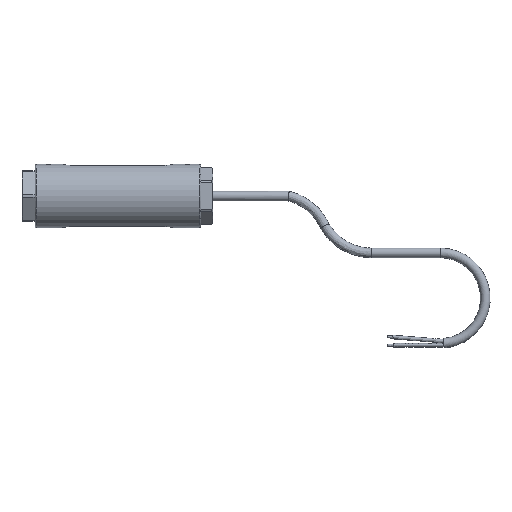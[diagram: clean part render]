
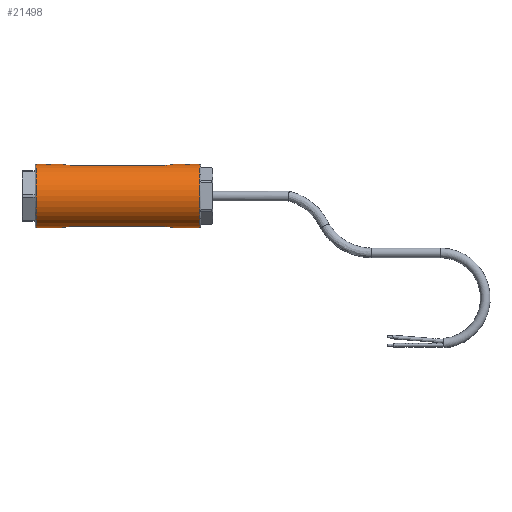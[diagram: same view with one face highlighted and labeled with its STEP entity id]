
A CAD part, top view. The second image highlights one B-rep face of the part: STEP entity #21498.
In plain terms, the highlighted cylindrical face has radius 17 mm (diameter 34 mm), a partial arc.
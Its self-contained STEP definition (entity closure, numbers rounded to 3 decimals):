
#684=B_SPLINE_CURVE_WITH_KNOTS('',3,(#31194,#31195,#31196,#31197,#31198,
#31199,#31200,#31201,#31202,#31203,#31204),.UNSPECIFIED.,.T.,.F.,(1,1,1,
1,1,1,1,1,1,1,1,1,1,1,1),(-0.007,-0.005,-0.002,
0.,0.002,0.005,0.007,
0.009,0.012,0.014,0.016,
0.019,0.021,0.023,0.026),
 .UNSPECIFIED.);
#705=B_SPLINE_CURVE_WITH_KNOTS('',3,(#32874,#32875,#32876,#32877,#32878,
#32879,#32880,#32881,#32882,#32883,#32884),.UNSPECIFIED.,.T.,.F.,(1,1,1,
1,1,1,1,1,1,1,1,1,1,1,1),(-0.007,-0.005,-0.002,
0.,0.002,0.005,0.007,
0.009,0.012,0.014,0.016,
0.019,0.021,0.023,0.026),
 .UNSPECIFIED.);
#1011=B_SPLINE_CURVE_WITH_KNOTS('',3,(#35944,#35945,#35946,#35947,#35948,
#35949,#35950,#35951,#35952),.UNSPECIFIED.,.F.,.F.,(4,1,1,1,1,1,4),(0.,
0.004,0.006,0.008,0.01,
0.012,0.016),.UNSPECIFIED.);
#1012=B_SPLINE_CURVE_WITH_KNOTS('',3,(#35957,#35958,#35959,#35960,#35961,
#35962,#35963,#35964,#35965),.UNSPECIFIED.,.F.,.F.,(4,1,1,1,1,1,4),(0.,
0.004,0.006,0.008,0.01,
0.012,0.016),.UNSPECIFIED.);
#1013=B_SPLINE_CURVE_WITH_KNOTS('',3,(#35979,#35980,#35981,#35982,#35983,
#35984,#35985,#35986,#35987),.UNSPECIFIED.,.F.,.F.,(4,1,1,1,1,1,4),(0.,
0.004,0.006,0.008,0.01,
0.012,0.016),.UNSPECIFIED.);
#1014=B_SPLINE_CURVE_WITH_KNOTS('',3,(#35991,#35992,#35993,#35994,#35995,
#35996,#35997,#35998,#35999),.UNSPECIFIED.,.F.,.F.,(4,1,1,1,1,1,4),(0.,
0.004,0.006,0.008,0.01,
0.012,0.016),.UNSPECIFIED.);
#2753=CIRCLE('',#23130,17.);
#2754=CIRCLE('',#23131,17.);
#5516=ORIENTED_EDGE('',*,*,#9570,.F.);
#5517=ORIENTED_EDGE('',*,*,#10335,.F.);
#5518=ORIENTED_EDGE('',*,*,#10764,.F.);
#5519=ORIENTED_EDGE('',*,*,#10765,.F.);
#5520=ORIENTED_EDGE('',*,*,#10766,.F.);
#5521=ORIENTED_EDGE('',*,*,#10767,.F.);
#5522=ORIENTED_EDGE('',*,*,#10768,.T.);
#5523=ORIENTED_EDGE('',*,*,#10769,.T.);
#5524=ORIENTED_EDGE('',*,*,#10770,.F.);
#5525=ORIENTED_EDGE('',*,*,#10771,.T.);
#5526=ORIENTED_EDGE('',*,*,#10772,.T.);
#5527=ORIENTED_EDGE('',*,*,#10773,.T.);
#5528=ORIENTED_EDGE('',*,*,#10774,.T.);
#5529=ORIENTED_EDGE('',*,*,#10775,.T.);
#9570=EDGE_CURVE('',#12607,#12607,#684,.T.);
#10335=EDGE_CURVE('',#13122,#13122,#705,.T.);
#10764=EDGE_CURVE('',#13529,#13530,#1011,.T.);
#10765=EDGE_CURVE('',#13531,#13529,#15077,.F.);
#10766=EDGE_CURVE('',#13532,#13531,#1012,.T.);
#10767=EDGE_CURVE('',#13530,#13532,#15078,.T.);
#10768=EDGE_CURVE('',#13533,#13534,#15079,.T.);
#10769=EDGE_CURVE('',#13534,#13535,#2753,.F.);
#10770=EDGE_CURVE('',#13536,#13535,#15080,.T.);
#10771=EDGE_CURVE('',#13536,#13533,#2754,.T.);
#10772=EDGE_CURVE('',#13537,#13538,#15081,.F.);
#10773=EDGE_CURVE('',#13538,#13539,#1013,.T.);
#10774=EDGE_CURVE('',#13539,#13540,#15082,.T.);
#10775=EDGE_CURVE('',#13540,#13537,#1014,.T.);
#12607=VERTEX_POINT('',#31205);
#13122=VERTEX_POINT('',#32885);
#13529=VERTEX_POINT('',#35953);
#13530=VERTEX_POINT('',#35954);
#13531=VERTEX_POINT('',#35956);
#13532=VERTEX_POINT('',#35966);
#13533=VERTEX_POINT('',#35969);
#13534=VERTEX_POINT('',#35970);
#13535=VERTEX_POINT('',#35972);
#13536=VERTEX_POINT('',#35974);
#13537=VERTEX_POINT('',#35977);
#13538=VERTEX_POINT('',#35978);
#13539=VERTEX_POINT('',#35988);
#13540=VERTEX_POINT('',#35990);
#15077=LINE('',#35955,#16562);
#15078=LINE('',#35967,#16563);
#15079=LINE('',#35968,#16564);
#15080=LINE('',#35973,#16565);
#15081=LINE('',#35976,#16566);
#15082=LINE('',#35989,#16567);
#16562=VECTOR('',#26118,1000.);
#16563=VECTOR('',#26119,1000.);
#16564=VECTOR('',#26120,1000.);
#16565=VECTOR('',#26123,1000.);
#16566=VECTOR('',#26126,1000.);
#16567=VECTOR('',#26127,1000.);
#17862=EDGE_LOOP('',(#5516));
#17863=EDGE_LOOP('',(#5517));
#17864=EDGE_LOOP('',(#5518,#5519,#5520,#5521));
#17865=EDGE_LOOP('',(#5522,#5523,#5524,#5525));
#17866=EDGE_LOOP('',(#5526,#5527,#5528,#5529));
#19422=FACE_BOUND('',#17862,.T.);
#19423=FACE_BOUND('',#17863,.T.);
#19424=FACE_BOUND('',#17864,.T.);
#19425=FACE_BOUND('',#17865,.T.);
#19426=FACE_BOUND('',#17866,.T.);
#20506=CYLINDRICAL_SURFACE('',#23129,17.);
#21498=ADVANCED_FACE('',(#19422,#19423,#19424,#19425,#19426),#20506,.T.);
#23129=AXIS2_PLACEMENT_3D('',#35943,#26116,#26117);
#23130=AXIS2_PLACEMENT_3D('',#35971,#26121,#26122);
#23131=AXIS2_PLACEMENT_3D('',#35975,#26124,#26125);
#26116=DIRECTION('',(0.,-1.,0.));
#26117=DIRECTION('',(0.,0.,-1.));
#26118=DIRECTION('',(0.,-1.,0.));
#26119=DIRECTION('',(0.,-1.,0.));
#26120=DIRECTION('',(0.,-1.,0.));
#26121=DIRECTION('',(0.,-1.,0.));
#26122=DIRECTION('',(0.,0.,-1.));
#26123=DIRECTION('',(0.,-1.,0.));
#26124=DIRECTION('',(0.,-1.,0.));
#26125=DIRECTION('',(0.,0.,-1.));
#26126=DIRECTION('',(0.,-1.,0.));
#26127=DIRECTION('',(0.,-1.,0.));
#31194=CARTESIAN_POINT('',(-16.868,83.353,-2.349));
#31195=CARTESIAN_POINT('',(-16.666,80.999,-3.325));
#31196=CARTESIAN_POINT('',(-16.868,78.649,-2.35));
#31197=CARTESIAN_POINT('',(-17.066,77.676,-0.003));
#31198=CARTESIAN_POINT('',(-16.868,78.649,2.351));
#31199=CARTESIAN_POINT('',(-16.666,80.999,3.324));
#31200=CARTESIAN_POINT('',(-16.867,83.348,2.353));
#31201=CARTESIAN_POINT('',(-17.066,84.325,0.002));
#31202=CARTESIAN_POINT('',(-16.868,83.353,-2.349));
#31203=CARTESIAN_POINT('',(-16.666,80.999,-3.325));
#31204=CARTESIAN_POINT('',(-16.868,78.649,-2.35));
#31205=CARTESIAN_POINT('',(-16.733,81.,-3.));
#32874=CARTESIAN_POINT('',(-16.867,9.349,2.353));
#32875=CARTESIAN_POINT('',(-17.066,10.325,-0.001));
#32876=CARTESIAN_POINT('',(-16.868,9.349,-2.351));
#32877=CARTESIAN_POINT('',(-16.666,7.003,-3.324));
#32878=CARTESIAN_POINT('',(-16.868,4.649,-2.352));
#32879=CARTESIAN_POINT('',(-17.066,3.676,-0.001));
#32880=CARTESIAN_POINT('',(-16.868,4.647,2.348));
#32881=CARTESIAN_POINT('',(-16.666,6.998,3.325));
#32882=CARTESIAN_POINT('',(-16.867,9.349,2.353));
#32883=CARTESIAN_POINT('',(-17.066,10.325,-0.001));
#32884=CARTESIAN_POINT('',(-16.868,9.349,-2.351));
#32885=CARTESIAN_POINT('',(-17.,10.,0.));
#35943=CARTESIAN_POINT('',(0.,88.,0.));
#35944=CARTESIAN_POINT('',(-16.248,69.,5.));
#35945=CARTESIAN_POINT('',(-16.248,70.329,5.));
#35946=CARTESIAN_POINT('',(-16.529,72.257,4.18));
#35947=CARTESIAN_POINT('',(-16.92,73.734,1.975));
#35948=CARTESIAN_POINT('',(-17.04,74.132,0.006));
#35949=CARTESIAN_POINT('',(-16.921,73.738,-1.968));
#35950=CARTESIAN_POINT('',(-16.529,72.258,-4.181));
#35951=CARTESIAN_POINT('',(-16.248,70.329,-5.));
#35952=CARTESIAN_POINT('',(-16.248,69.,-5.));
#35953=CARTESIAN_POINT('',(-16.248,69.,5.));
#35954=CARTESIAN_POINT('',(-16.248,69.,-5.));
#35955=CARTESIAN_POINT('',(-16.248,88.,5.));
#35956=CARTESIAN_POINT('',(-16.248,19.,5.));
#35957=CARTESIAN_POINT('',(-16.248,19.,-5.));
#35958=CARTESIAN_POINT('',(-16.248,17.671,-5.));
#35959=CARTESIAN_POINT('',(-16.529,15.743,-4.18));
#35960=CARTESIAN_POINT('',(-16.92,14.266,-1.975));
#35961=CARTESIAN_POINT('',(-17.04,13.868,-0.006));
#35962=CARTESIAN_POINT('',(-16.921,14.262,1.968));
#35963=CARTESIAN_POINT('',(-16.529,15.742,4.181));
#35964=CARTESIAN_POINT('',(-16.248,17.671,5.));
#35965=CARTESIAN_POINT('',(-16.248,19.,5.));
#35966=CARTESIAN_POINT('',(-16.248,19.,-5.));
#35967=CARTESIAN_POINT('',(-16.248,88.,-5.));
#35968=CARTESIAN_POINT('',(14.96,88.,8.075));
#35969=CARTESIAN_POINT('',(14.96,87.5,8.075));
#35970=CARTESIAN_POINT('',(14.96,0.5,8.075));
#35971=CARTESIAN_POINT('',(0.,0.5,0.));
#35972=CARTESIAN_POINT('',(-14.96,0.5,8.075));
#35973=CARTESIAN_POINT('',(-14.96,88.,8.075));
#35974=CARTESIAN_POINT('',(-14.96,87.5,8.075));
#35975=CARTESIAN_POINT('',(0.,87.5,0.));
#35976=CARTESIAN_POINT('',(16.248,88.,5.));
#35977=CARTESIAN_POINT('',(16.248,19.,5.));
#35978=CARTESIAN_POINT('',(16.248,69.,5.));
#35979=CARTESIAN_POINT('',(16.248,69.,5.));
#35980=CARTESIAN_POINT('',(16.248,70.329,5.));
#35981=CARTESIAN_POINT('',(16.529,72.257,4.18));
#35982=CARTESIAN_POINT('',(16.92,73.734,1.975));
#35983=CARTESIAN_POINT('',(17.04,74.132,0.006));
#35984=CARTESIAN_POINT('',(16.921,73.738,-1.968));
#35985=CARTESIAN_POINT('',(16.529,72.258,-4.181));
#35986=CARTESIAN_POINT('',(16.248,70.329,-5.));
#35987=CARTESIAN_POINT('',(16.248,69.,-5.));
#35988=CARTESIAN_POINT('',(16.248,69.,-5.));
#35989=CARTESIAN_POINT('',(16.248,88.,-5.));
#35990=CARTESIAN_POINT('',(16.248,19.,-5.));
#35991=CARTESIAN_POINT('',(16.248,19.,-5.));
#35992=CARTESIAN_POINT('',(16.248,17.671,-5.));
#35993=CARTESIAN_POINT('',(16.529,15.743,-4.18));
#35994=CARTESIAN_POINT('',(16.92,14.266,-1.975));
#35995=CARTESIAN_POINT('',(17.04,13.868,-0.006));
#35996=CARTESIAN_POINT('',(16.921,14.262,1.968));
#35997=CARTESIAN_POINT('',(16.529,15.742,4.181));
#35998=CARTESIAN_POINT('',(16.248,17.671,5.));
#35999=CARTESIAN_POINT('',(16.248,19.,5.));
